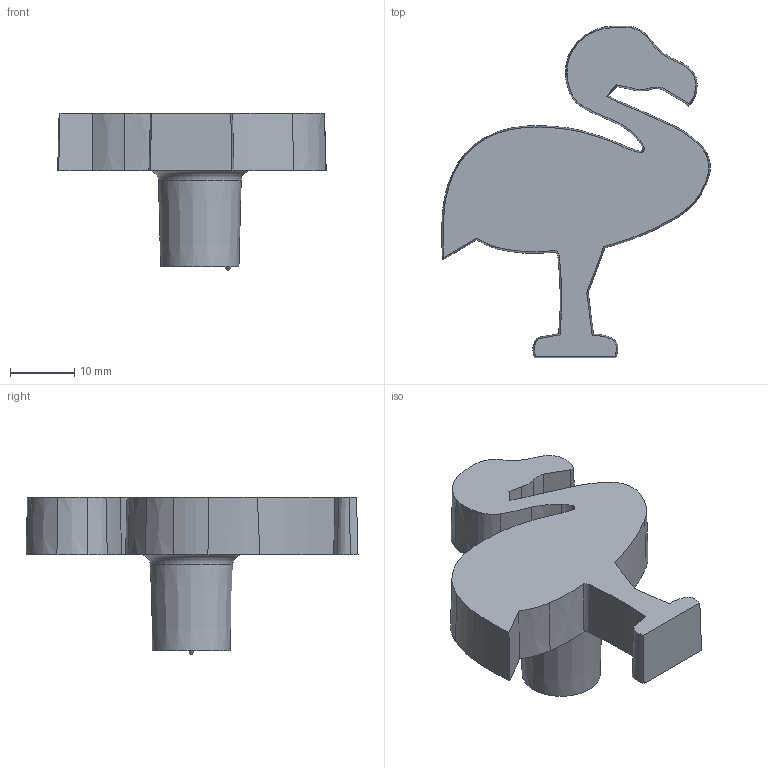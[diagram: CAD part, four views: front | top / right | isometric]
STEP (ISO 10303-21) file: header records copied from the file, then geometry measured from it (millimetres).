
FILE_DESCRIPTION(/* description */ (''),/* implementation_level */ '2;1');
FILE_NAME(/* name */ 'UM- FLAMING.stp',/* time_stamp */ '2019-01-28T10:22:33+01:00',/* author */ ('tomaszw'),/* organization */ (''),/* preprocessor_version */ 'ST-DEVELOPER v17',/* originating_system */ 'Autodesk Inventor 2019',/* authorisation */ '');
FILE_SCHEMA (('AUTOMOTIVE_DESIGN { 1 0 10303 214 3 1 1 }'));
Length unit declared in the file: millimetre
Products named in the file (1): UM- FLAMING
Bounding box: 41.94 x 51.82 x 24.6 mm (x, y, z)
Volume: 10502.4 mm3; surface area: 4637.2 mm2
Topology: 1 solids, 1 shells, 59 faces, 169 edges, 114 vertices
Faces by surface type: cone 43, plane 14, torus 1, cylinder 1
Full cylindrical faces by diameter (mm): 3.242 x1
Entity records: 2030 total; most frequent: CARTESIAN_POINT 418, DIRECTION 353, ORIENTED_EDGE 336, EDGE_CURVE 168, AXIS2_PLACEMENT_3D 154, VERTEX_POINT 114, CIRCLE 94, EDGE_LOOP 62
